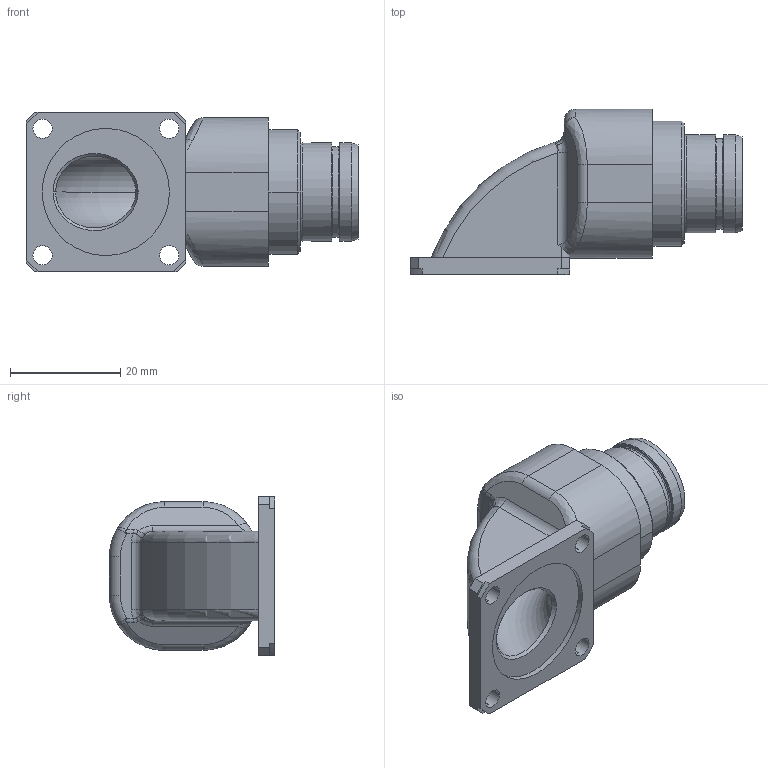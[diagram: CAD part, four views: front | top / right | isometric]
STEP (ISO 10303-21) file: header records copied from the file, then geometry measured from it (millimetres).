
FILE_DESCRIPTION((''),'2;1');
FILE_NAME('1331EC295FS','2024-07-22T11:36:13',('paultorloting'),('NET AG system integration'),'CREO PARAMETRIC BY PTC INC, 2021404','CREO PARAMETRIC BY PTC INC, 2021404','');
FILE_SCHEMA(('AUTOMOTIVE_DESIGN { 1 0 10303 214 1 1 1 1 }'));
Length unit declared in the file: millimetre
Products named in the file (1): 1331EC295FS
Bounding box: 60.3 x 30 x 29 mm (x, y, z)
Volume: 15602.1 mm3; surface area: 12635.8 mm2
Topology: 1 solids, 1 shells, 945 faces, 2452 edges, 1584 vertices
Faces by surface type: plane 509, cylinder 249, cone 93, torus 69, bspline 25
Entity records: 35988 total; most frequent: CARTESIAN_POINT 8267, ORIENTED_EDGE 4904, DIRECTION 4856, EDGE_CURVE 2452, AXIS2_PLACEMENT_3D 1669, VERTEX_POINT 1585, VECTOR 1515, LINE 1515
